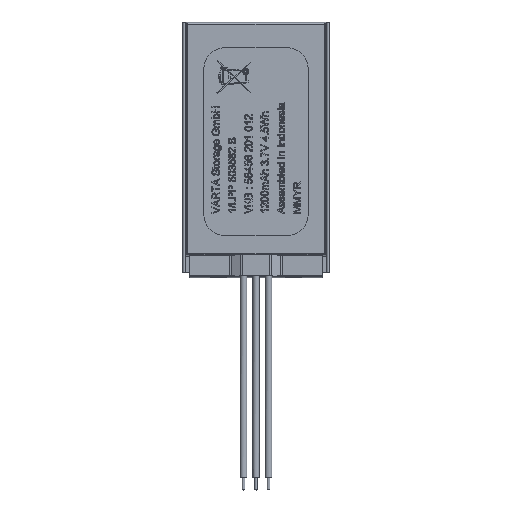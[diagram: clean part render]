
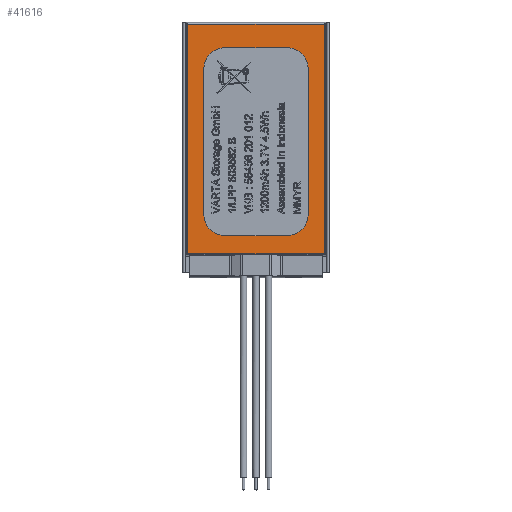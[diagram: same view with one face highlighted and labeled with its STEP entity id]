
A CAD part, top view. The second image highlights one B-rep face of the part: STEP entity #41616.
In plain terms, the highlighted planar face has unit normal (0, 0, 1).
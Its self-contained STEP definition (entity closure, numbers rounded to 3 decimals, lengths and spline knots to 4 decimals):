
#896=FACE_BOUND('',#14303,.T.);
#947=ELLIPSE('',#43603,0.005,0.005);
#950=ELLIPSE('',#43606,0.005,0.005);
#951=ELLIPSE('',#43610,0.005,0.005);
#954=ELLIPSE('',#43614,0.005,0.005);
#1958=PLANE('',#43620);
#4977=LINE('',#68546,#8904);
#4981=LINE('',#68559,#8908);
#4984=LINE('',#68566,#8911);
#4985=LINE('',#68568,#8912);
#5200=LINE('',#69156,#9127);
#5623=LINE('',#70453,#9550);
#5625=LINE('',#70516,#9552);
#5627=LINE('',#70579,#9554);
#8904=VECTOR('',#48968,1.5);
#8908=VECTOR('',#48982,1.5);
#8911=VECTOR('',#48991,3.5);
#8912=VECTOR('',#48994,3.5);
#9127=VECTOR('',#49539,3.2726);
#9550=VECTOR('',#50576,5.4926);
#9552=VECTOR('',#50594,3.2726);
#9554=VECTOR('',#50610,5.4926);
#11977=FACE_OUTER_BOUND('',#14302,.T.);
#14302=EDGE_LOOP('',(#36080,#36081,#36082,#36083,#36084,#36085,#36086,#36087));
#14303=EDGE_LOOP('',(#36088,#36089,#36090,#36091,#36092,#36093,#36094,#36095));
#14925=CIRCLE('',#43118,0.5);
#14926=CIRCLE('',#43121,0.5);
#14927=CIRCLE('',#43123,0.5);
#14928=CIRCLE('',#43126,0.5);
#19512=VERTEX_POINT('',#68538);
#19513=VERTEX_POINT('',#68539);
#19514=VERTEX_POINT('',#68544);
#19515=VERTEX_POINT('',#68548);
#19516=VERTEX_POINT('',#68552);
#19517=VERTEX_POINT('',#68553);
#19518=VERTEX_POINT('',#68558);
#19519=VERTEX_POINT('',#68562);
#19710=VERTEX_POINT('',#69153);
#19711=VERTEX_POINT('',#69155);
#20035=VERTEX_POINT('',#70450);
#20036=VERTEX_POINT('',#70452);
#20038=VERTEX_POINT('',#70482);
#20039=VERTEX_POINT('',#70514);
#20041=VERTEX_POINT('',#70543);
#20042=VERTEX_POINT('',#70572);
#24666=EDGE_CURVE('',#19512,#19513,#14925,.T.);
#24670=EDGE_CURVE('',#19513,#19514,#4977,.T.);
#24671=EDGE_CURVE('',#19514,#19515,#14926,.T.);
#24673=EDGE_CURVE('',#19516,#19517,#14927,.T.);
#24676=EDGE_CURVE('',#19518,#19516,#4981,.T.);
#24678=EDGE_CURVE('',#19519,#19518,#14928,.T.);
#24680=EDGE_CURVE('',#19515,#19519,#4984,.T.);
#24681=EDGE_CURVE('',#19517,#19512,#4985,.T.);
#24972=EDGE_CURVE('',#19710,#19711,#5200,.T.);
#25528=EDGE_CURVE('',#20035,#20036,#5623,.T.);
#25532=EDGE_CURVE('',#20038,#20035,#947,.T.);
#25535=EDGE_CURVE('',#20036,#19710,#950,.T.);
#25537=EDGE_CURVE('',#20039,#20038,#5625,.T.);
#25539=EDGE_CURVE('',#20041,#20039,#951,.T.);
#25543=EDGE_CURVE('',#19711,#20042,#954,.T.);
#25545=EDGE_CURVE('',#20042,#20041,#5627,.T.);
#36080=ORIENTED_EDGE('',*,*,#25528,.F.);
#36081=ORIENTED_EDGE('',*,*,#25532,.F.);
#36082=ORIENTED_EDGE('',*,*,#25537,.F.);
#36083=ORIENTED_EDGE('',*,*,#25539,.F.);
#36084=ORIENTED_EDGE('',*,*,#25545,.F.);
#36085=ORIENTED_EDGE('',*,*,#25543,.F.);
#36086=ORIENTED_EDGE('',*,*,#24972,.F.);
#36087=ORIENTED_EDGE('',*,*,#25535,.F.);
#36088=ORIENTED_EDGE('',*,*,#24673,.T.);
#36089=ORIENTED_EDGE('',*,*,#24681,.T.);
#36090=ORIENTED_EDGE('',*,*,#24666,.T.);
#36091=ORIENTED_EDGE('',*,*,#24670,.T.);
#36092=ORIENTED_EDGE('',*,*,#24671,.T.);
#36093=ORIENTED_EDGE('',*,*,#24680,.T.);
#36094=ORIENTED_EDGE('',*,*,#24678,.T.);
#36095=ORIENTED_EDGE('',*,*,#24676,.T.);
#41616=ADVANCED_FACE('',(#11977,#896),#1958,.T.);
#43118=AXIS2_PLACEMENT_3D('',#68540,#48961,#48962);
#43121=AXIS2_PLACEMENT_3D('',#68549,#48971,#48972);
#43123=AXIS2_PLACEMENT_3D('',#68554,#48976,#48977);
#43126=AXIS2_PLACEMENT_3D('',#68563,#48986,#48987);
#43603=AXIS2_PLACEMENT_3D('',#70484,#50582,#50583);
#43606=AXIS2_PLACEMENT_3D('',#70512,#50588,#50589);
#43610=AXIS2_PLACEMENT_3D('',#70545,#50597,#50598);
#43614=AXIS2_PLACEMENT_3D('',#70576,#50605,#50606);
#43620=AXIS2_PLACEMENT_3D('',#70590,#50623,#50624);
#48961=DIRECTION('center_axis',(0.,0.,
-1.));
#48962=DIRECTION('ref_axis',(0.707,-0.707,0.));
#48968=DIRECTION('',(-1.,0.,0.));
#48971=DIRECTION('center_axis',(0.,0.,
-1.));
#48972=DIRECTION('ref_axis',(-0.707,-0.707,0.));
#48976=DIRECTION('center_axis',(0.,0.,
-1.));
#48977=DIRECTION('ref_axis',(0.707,0.707,0.));
#48982=DIRECTION('',(1.,0.,0.));
#48986=DIRECTION('center_axis',(0.,0.,
-1.));
#48987=DIRECTION('ref_axis',(-0.707,0.707,0.));
#48991=DIRECTION('',(0.,1.,0.));
#48994=DIRECTION('',(0.,-1.,0.));
#49539=DIRECTION('',(-1.,0.,0.));
#50576=DIRECTION('',(0.,-1.,0.));
#50582=DIRECTION('center_axis',(0.,0.,
-1.));
#50583=DIRECTION('ref_axis',(0.707,0.707,0.));
#50588=DIRECTION('center_axis',(0.,0.,
-1.));
#50589=DIRECTION('ref_axis',(0.707,-0.707,0.));
#50594=DIRECTION('',(1.,0.,0.));
#50597=DIRECTION('center_axis',(0.,0.,
-1.));
#50598=DIRECTION('ref_axis',(-0.707,0.707,0.));
#50605=DIRECTION('center_axis',(0.,0.,
-1.));
#50606=DIRECTION('ref_axis',(-0.707,-0.707,0.));
#50610=DIRECTION('',(0.,1.,0.));
#50623=DIRECTION('center_axis',(0.,0.,
1.));
#50624=DIRECTION('ref_axis',(1.,0.,0.));
#68538=CARTESIAN_POINT('',(1.25,0.725,0.6));
#68539=CARTESIAN_POINT('',(0.75,0.225,0.6));
#68540=CARTESIAN_POINT('Origin',(0.75,0.725,0.6));
#68544=CARTESIAN_POINT('',(-0.75,0.225,0.6));
#68546=CARTESIAN_POINT('',(-0.625,0.225,0.6));
#68548=CARTESIAN_POINT('',(-1.25,0.725,0.6));
#68549=CARTESIAN_POINT('Origin',(-0.75,0.725,0.6));
#68552=CARTESIAN_POINT('',(0.75,4.725,0.6));
#68553=CARTESIAN_POINT('',(1.25,4.225,0.6));
#68554=CARTESIAN_POINT('Origin',(0.75,4.225,0.6));
#68558=CARTESIAN_POINT('',(-0.75,4.725,0.6));
#68559=CARTESIAN_POINT('',(0.625,4.725,0.6));
#68562=CARTESIAN_POINT('',(-1.25,4.225,0.6));
#68563=CARTESIAN_POINT('Origin',(-0.75,4.225,0.6));
#68566=CARTESIAN_POINT('',(-1.25,3.6338,0.6));
#68568=CARTESIAN_POINT('',(1.25,1.3838,0.6));
#69153=CARTESIAN_POINT('',(1.6363,-0.2088,0.6));
#69155=CARTESIAN_POINT('',(-1.6363,-0.2088,0.6));
#69156=CARTESIAN_POINT('',(0.845,-0.2088,0.6));
#70450=CARTESIAN_POINT('',(1.6413,5.2888,0.6));
#70452=CARTESIAN_POINT('',(1.6413,-0.2038,0.6));
#70453=CARTESIAN_POINT('',(1.6413,3.9425,0.6));
#70482=CARTESIAN_POINT('',(1.6363,5.2938,0.6));
#70484=CARTESIAN_POINT('Origin',(1.6363,5.2888,0.6));
#70512=CARTESIAN_POINT('Origin',(1.6363,-0.2038,0.6));
#70514=CARTESIAN_POINT('',(-1.6363,5.2938,0.6));
#70516=CARTESIAN_POINT('',(-0.845,5.2938,0.6));
#70543=CARTESIAN_POINT('',(-1.6413,5.2888,0.6));
#70545=CARTESIAN_POINT('Origin',(-1.6363,5.2888,0.6));
#70572=CARTESIAN_POINT('',(-1.6413,-0.2038,0.6));
#70576=CARTESIAN_POINT('Origin',(-1.6363,-0.2038,0.6));
#70579=CARTESIAN_POINT('',(-1.6413,1.1425,0.6));
#70590=CARTESIAN_POINT('Origin',(0.,2.5425,0.6));
